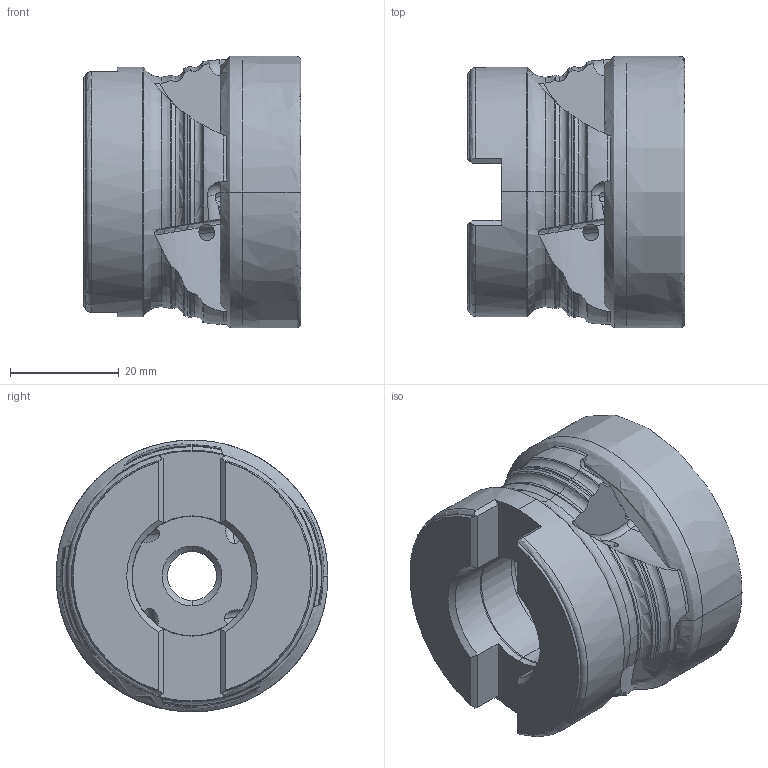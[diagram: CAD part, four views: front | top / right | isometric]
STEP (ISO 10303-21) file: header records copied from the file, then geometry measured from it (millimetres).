
FILE_DESCRIPTION (( 'STEP AP214' ), '1' );
FILE_NAME ('90PP_050_723_4.STEP', '2016-07-20T07:46:47', ( '' ), ( '' ), 'SwSTEP 2.0', 'SolidWorks 2016', '' );
FILE_SCHEMA (( 'AUTOMOTIVE_DESIGN' ));
Length unit declared in the file: millimetre
Products named in the file (1): 90PP_050_723_4
Bounding box: 40.04 x 50.04 x 50.02 mm (x, y, z)
Volume: 51374.6 mm3; surface area: 14620.9 mm2
Topology: 1 solids, 1 shells, 336 faces, 1013 edges, 647 vertices
Faces by surface type: cylinder 110, plane 86, torus 78, cone 31, sphere 20, bspline 11
Entity records: 15140 total; most frequent: CARTESIAN_POINT 6705, ORIENTED_EDGE 1978, DIRECTION 1505, EDGE_CURVE 989, VERTEX_POINT 635, AXIS2_PLACEMENT_3D 626, B_SPLINE_CURVE_WITH_KNOTS 370, EDGE_LOOP 342
